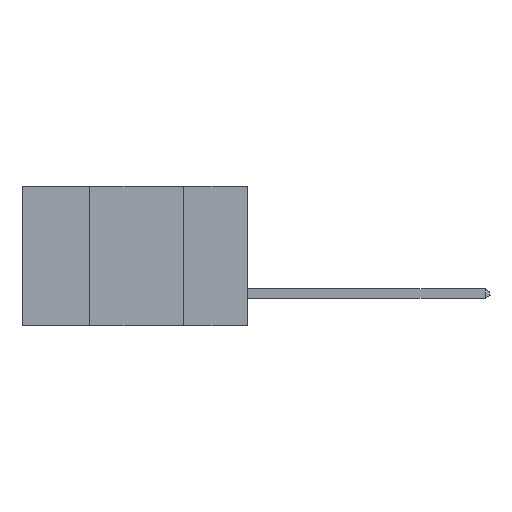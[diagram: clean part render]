
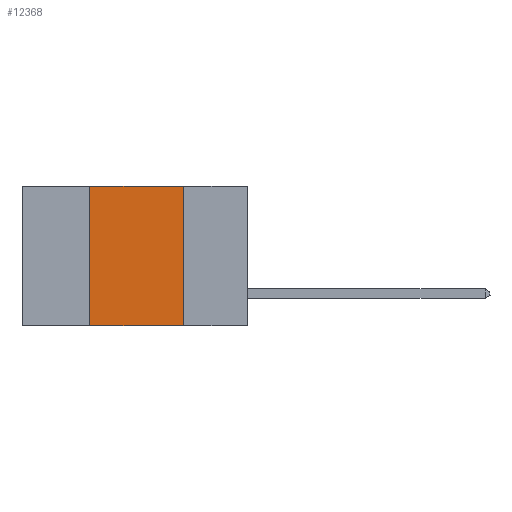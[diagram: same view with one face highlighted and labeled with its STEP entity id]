
A CAD part, left-side view. The second image highlights one B-rep face of the part: STEP entity #12368.
In plain terms, the highlighted planar face has unit normal (-1, 0, 0).
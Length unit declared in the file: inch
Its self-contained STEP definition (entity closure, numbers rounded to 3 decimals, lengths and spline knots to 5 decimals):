
#643 = ORIENTED_EDGE ( 'NONE', *, *, #1534, .F. ) ;
#746 = LINE ( 'NONE', #14901, #9433 ) ;
#1534 = EDGE_CURVE ( 'NONE', #2347, #9289, #5493, .T. ) ;
#2347 = VERTEX_POINT ( 'NONE', #12674 ) ;
#2524 = PLANE ( 'NONE',  #3129 ) ;
#2551 = VERTEX_POINT ( 'NONE', #14083 ) ;
#3129 = AXIS2_PLACEMENT_3D ( 'NONE', #12471, #17234, #5978 ) ;
#3366 = CARTESIAN_POINT ( 'NONE',  ( 0., 0.17, -0.37 ) ) ;
#4570 = ORIENTED_EDGE ( 'NONE', *, *, #15536, .T. ) ;
#5258 = VECTOR ( 'NONE', #8125, 39.37008 ) ;
#5432 = VECTOR ( 'NONE', #13448, 39.37008 ) ;
#5493 = LINE ( 'NONE', #13876, #5258 ) ;
#5978 = DIRECTION ( 'NONE',  ( 0., 0., -1. ) ) ;
#8125 = DIRECTION ( 'NONE',  ( 0., -1., 0. ) ) ;
#9093 = CARTESIAN_POINT ( 'NONE',  ( 0., 0.42, 0. ) ) ;
#9158 = LINE ( 'NONE', #9093, #5432 ) ;
#9289 = VERTEX_POINT ( 'NONE', #17425 ) ;
#9415 = DIRECTION ( 'NONE',  ( 0., -1., 0. ) ) ;
#9433 = VECTOR ( 'NONE', #9415, 39.37008 ) ;
#9513 = ORIENTED_EDGE ( 'NONE', *, *, #17105, .F. ) ;
#9898 = EDGE_LOOP ( 'NONE', ( #16540, #643, #9513, #4570 ) ) ;
#11219 = VECTOR ( 'NONE', #13564, 39.37008 ) ;
#12368 = ADVANCED_FACE ( 'NONE', ( #15128 ), #2524, .F. ) ;
#12471 = CARTESIAN_POINT ( 'NONE',  ( 0., 0.6, 0. ) ) ;
#12674 = CARTESIAN_POINT ( 'NONE',  ( 0., 0.42, 0. ) ) ;
#13448 = DIRECTION ( 'NONE',  ( 0., 0., 1. ) ) ;
#13564 = DIRECTION ( 'NONE',  ( 0., 0., -1. ) ) ;
#13876 = CARTESIAN_POINT ( 'NONE',  ( 0., 0.6, 0. ) ) ;
#14083 = CARTESIAN_POINT ( 'NONE',  ( 0., 0.42, -0.37 ) ) ;
#14901 = CARTESIAN_POINT ( 'NONE',  ( 0., 0.6, -0.37 ) ) ;
#14953 = VERTEX_POINT ( 'NONE', #3366 ) ;
#15030 = LINE ( 'NONE', #16536, #11219 ) ;
#15128 = FACE_OUTER_BOUND ( 'NONE', #9898, .T. ) ;
#15272 = EDGE_CURVE ( 'NONE', #9289, #14953, #15030, .T. ) ;
#15536 = EDGE_CURVE ( 'NONE', #2551, #14953, #746, .T. ) ;
#16536 = CARTESIAN_POINT ( 'NONE',  ( 0., 0.17, 0. ) ) ;
#16540 = ORIENTED_EDGE ( 'NONE', *, *, #15272, .F. ) ;
#17105 = EDGE_CURVE ( 'NONE', #2551, #2347, #9158, .T. ) ;
#17234 = DIRECTION ( 'NONE',  ( 1., 0., 0. ) ) ;
#17425 = CARTESIAN_POINT ( 'NONE',  ( 0., 0.17, 0. ) ) ;
